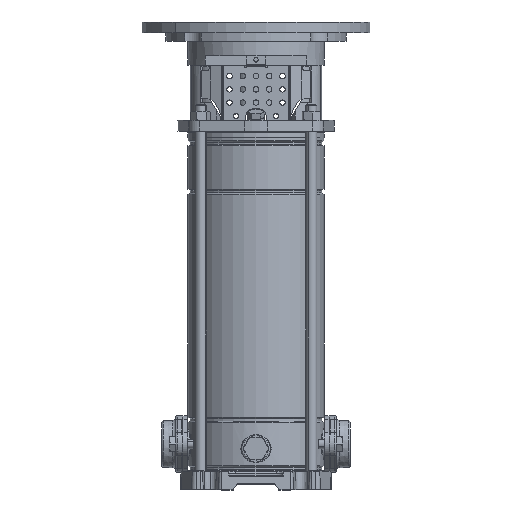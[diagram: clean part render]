
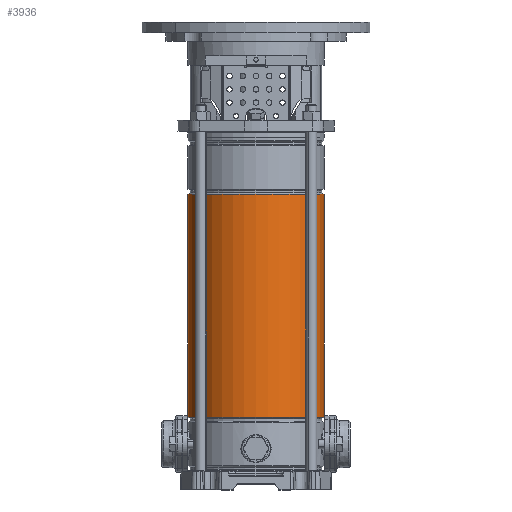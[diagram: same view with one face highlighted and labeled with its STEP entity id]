
A CAD part, top view. The second image highlights one B-rep face of the part: STEP entity #3936.
In plain terms, the highlighted cylindrical face has radius 74.4 mm (diameter 148.8 mm), a partial arc.
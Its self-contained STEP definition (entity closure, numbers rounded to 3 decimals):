
#954 = DIRECTION ( 'NONE',  ( 0., 0., -1. ) ) ;
#1838 = DIRECTION ( 'NONE',  ( 0., 0., -1. ) ) ;
#3364 = ORIENTED_EDGE ( 'NONE', *, *, #3732, .T. ) ;
#3534 = CIRCLE ( 'NONE', #12027, 74.4 ) ;
#3732 = EDGE_CURVE ( 'NONE', #26669, #32415, #31608, .T. ) ;
#3936 = ADVANCED_FACE ( 'NONE', ( #17689 ), #5877, .T. ) ;
#5877 = CYLINDRICAL_SURFACE ( 'NONE', #15225, 74.4 ) ;
#5963 = CIRCLE ( 'NONE', #9153, 74.4 ) ;
#7961 = VERTEX_POINT ( 'NONE', #23476 ) ;
#8632 = DIRECTION ( 'NONE',  ( 0., 0., -1. ) ) ;
#9153 = AXIS2_PLACEMENT_3D ( 'NONE', #26157, #954, #18800 ) ;
#12027 = AXIS2_PLACEMENT_3D ( 'NONE', #24690, #1838, #27893 ) ;
#12313 = ORIENTED_EDGE ( 'NONE', *, *, #26737, .F. ) ;
#14365 = ORIENTED_EDGE ( 'NONE', *, *, #28607, .F. ) ;
#14553 = CARTESIAN_POINT ( 'NONE',  ( 74.4, 0., 311.164 ) ) ;
#15225 = AXIS2_PLACEMENT_3D ( 'NONE', #15513, #25872, #31076 ) ;
#15513 = CARTESIAN_POINT ( 'NONE',  ( 0., 0., 0. ) ) ;
#16014 = ORIENTED_EDGE ( 'NONE', *, *, #16219, .T. ) ;
#16219 = EDGE_CURVE ( 'NONE', #28203, #26669, #5963, .T. ) ;
#17689 = FACE_OUTER_BOUND ( 'NONE', #23687, .T. ) ;
#18800 = DIRECTION ( 'NONE',  ( -1., 0., 0. ) ) ;
#18966 = CARTESIAN_POINT ( 'NONE',  ( -74.4, 0., 311.164 ) ) ;
#19064 = DIRECTION ( 'NONE',  ( 0., 0., -1. ) ) ;
#21233 = CARTESIAN_POINT ( 'NONE',  ( -74.4, 0., 0. ) ) ;
#23476 = CARTESIAN_POINT ( 'NONE',  ( 74.4, 0., 67.336 ) ) ;
#23687 = EDGE_LOOP ( 'NONE', ( #12313, #16014, #3364, #14365 ) ) ;
#23711 = VECTOR ( 'NONE', #19064, 1000. ) ;
#24690 = CARTESIAN_POINT ( 'NONE',  ( 0., 0., 67.336 ) ) ;
#25872 = DIRECTION ( 'NONE',  ( 0., 0., -1. ) ) ;
#26157 = CARTESIAN_POINT ( 'NONE',  ( 0., 0., 311.164 ) ) ;
#26303 = LINE ( 'NONE', #28847, #32767 ) ;
#26669 = VERTEX_POINT ( 'NONE', #18966 ) ;
#26737 = EDGE_CURVE ( 'NONE', #28203, #7961, #26303, .T. ) ;
#27893 = DIRECTION ( 'NONE',  ( -1., 0., 0. ) ) ;
#28203 = VERTEX_POINT ( 'NONE', #14553 ) ;
#28607 = EDGE_CURVE ( 'NONE', #7961, #32415, #3534, .T. ) ;
#28847 = CARTESIAN_POINT ( 'NONE',  ( 74.4, 0., 0. ) ) ;
#30841 = CARTESIAN_POINT ( 'NONE',  ( -74.4, 0., 67.336 ) ) ;
#31076 = DIRECTION ( 'NONE',  ( -1., 0., 0. ) ) ;
#31608 = LINE ( 'NONE', #21233, #23711 ) ;
#32415 = VERTEX_POINT ( 'NONE', #30841 ) ;
#32767 = VECTOR ( 'NONE', #8632, 1000. ) ;
